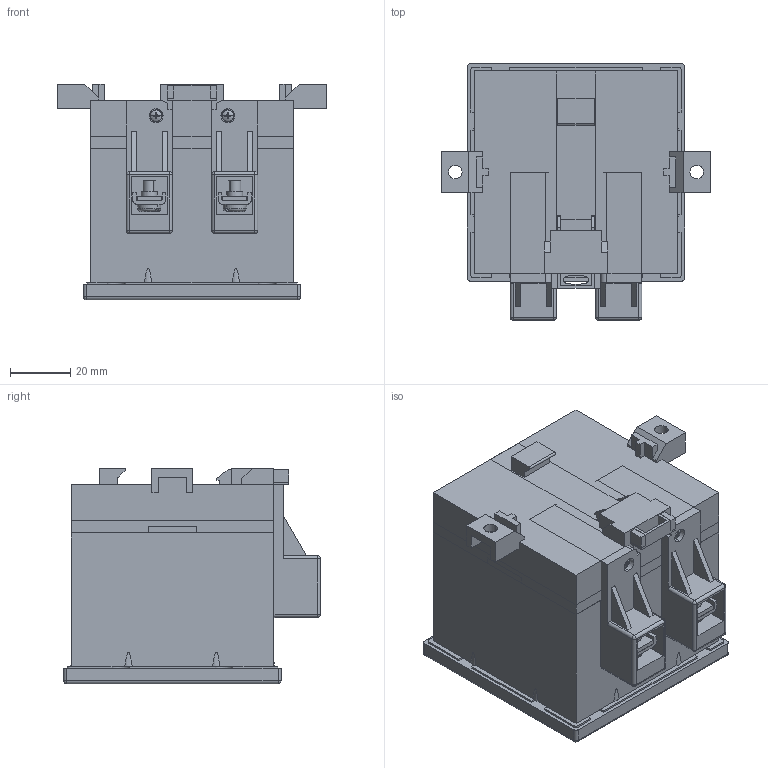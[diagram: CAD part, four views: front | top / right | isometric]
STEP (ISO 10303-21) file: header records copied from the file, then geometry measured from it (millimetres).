
FILE_DESCRIPTION (( 'STEP AP203' ), '1' );
FILE_NAME ('8402_5.STEP', '2014-04-29T09:28:23', ( '' ), ( '' ), 'SwSTEP 2.0', 'SolidWorks 2013', '' );
FILE_SCHEMA (( 'CONFIG_CONTROL_DESIGN' ));
Length unit declared in the file: millimetre
Products named in the file (1): 8402_5
Bounding box: 89 x 85 x 71.5 mm (x, y, z)
Volume: 200058.2 mm3; surface area: 100595.2 mm2
Topology: 21 solids, 21 shells, 529 faces, 1383 edges, 874 vertices
Faces by surface type: plane 356, cylinder 111, cone 34, sphere 16, torus 12
Entity records: 16368 total; most frequent: CARTESIAN_POINT 3133, DIRECTION 2755, ORIENTED_EDGE 2734, EDGE_CURVE 1367, LINE 939, VECTOR 939, AXIS2_PLACEMENT_3D 908, VERTEX_POINT 874
